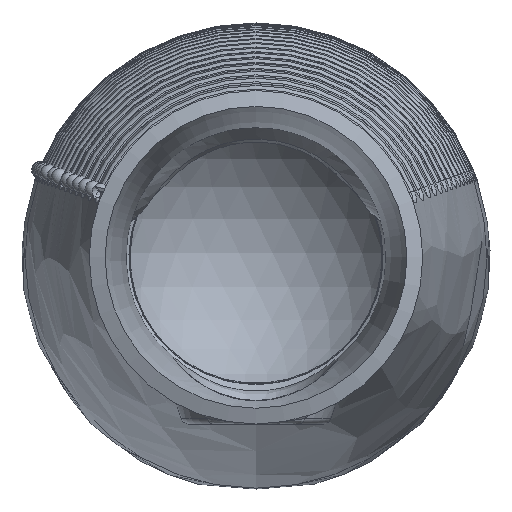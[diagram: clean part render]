
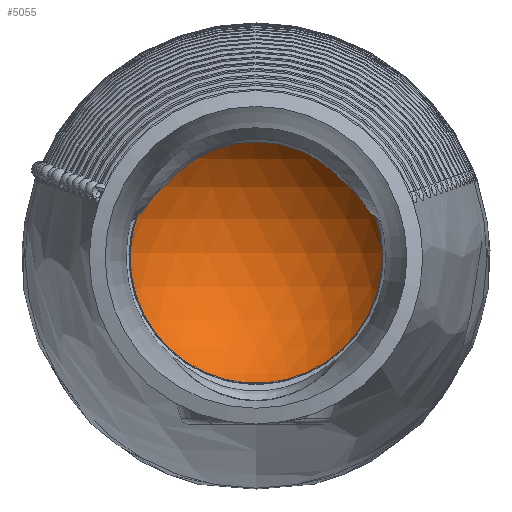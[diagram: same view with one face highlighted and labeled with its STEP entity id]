
A CAD part, front view. The second image highlights one B-rep face of the part: STEP entity #5055.
In plain terms, the highlighted spherical face has radius 36 mm.
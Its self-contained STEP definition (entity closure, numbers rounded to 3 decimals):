
#74=SPHERICAL_SURFACE('',#5588,36.);
#519=FACE_OUTER_BOUND('',#846,.T.);
#846=EDGE_LOOP('',(#3975,#3976,#3977));
#1160=B_SPLINE_CURVE_WITH_KNOTS('',3,(#10853,#10854,#10855,#10856,#10857,
#10858,#10859,#10860,#10861,#10862),.UNSPECIFIED.,.F.,.F.,(4,1,1,1,1,1,
1,4),(0.,0.007,0.01,0.013,
0.015,0.017,0.02,0.023),
 .UNSPECIFIED.);
#1161=B_SPLINE_CURVE_WITH_KNOTS('',3,(#10863,#10864,#10865,#10866,#10867,
#10868,#10869,#10870,#10871,#10872,#10873,#10874,#10875,#10876,#10877,#10878,
#10879,#10880,#10881,#10882,#10883,#10884,#10885,#10886,#10887,#10888,#10889,
#10890),.UNSPECIFIED.,.F.,.F.,(4,3,3,3,3,3,3,3,3,4),(-11.099,
-9.536,-7.974,-6.412,-4.849,
-3.287,-2.205,-1.664,-1.122,
-0.581),.UNSPECIFIED.);
#1550=CIRCLE('',#5587,32.486);
#2109=VERTEX_POINT('',#10818);
#2111=VERTEX_POINT('',#10827);
#2112=VERTEX_POINT('',#10852);
#2790=EDGE_CURVE('',#2109,#2111,#1550,.T.);
#2791=EDGE_CURVE('',#2112,#2111,#1160,.T.);
#2792=EDGE_CURVE('',#2109,#2112,#1161,.F.);
#3975=ORIENTED_EDGE('',*,*,#2790,.T.);
#3976=ORIENTED_EDGE('',*,*,#2791,.F.);
#3977=ORIENTED_EDGE('',*,*,#2792,.F.);
#5055=ADVANCED_FACE('',(#519),#74,.F.);
#5587=AXIS2_PLACEMENT_3D('',#10850,#6711,#6712);
#5588=AXIS2_PLACEMENT_3D('',#10851,#6713,#6714);
#6711=DIRECTION('center_axis',(0.,-1.,0.));
#6712=DIRECTION('ref_axis',(0.,0.,-1.));
#6713=DIRECTION('center_axis',(0.,0.,1.));
#6714=DIRECTION('ref_axis',(1.,0.,0.));
#10818=CARTESIAN_POINT('',(-31.416,325.512,8.27));
#10827=CARTESIAN_POINT('',(31.416,325.512,8.27));
#10850=CARTESIAN_POINT('Origin',(0.,325.512,0.));
#10851=CARTESIAN_POINT('Origin',(0.,310.,0.));
#10852=CARTESIAN_POINT('',(21.169,331.163,20.));
#10853=CARTESIAN_POINT('Ctrl Pts',(21.169,331.163,20.));
#10854=CARTESIAN_POINT('Ctrl Pts',(22.217,331.163,18.891));
#10855=CARTESIAN_POINT('Ctrl Pts',(23.845,330.973,17.097));
#10856=CARTESIAN_POINT('Ctrl Pts',(25.964,330.224,14.66));
#10857=CARTESIAN_POINT('Ctrl Pts',(27.237,329.545,13.166));
#10858=CARTESIAN_POINT('Ctrl Pts',(28.211,328.875,12.016));
#10859=CARTESIAN_POINT('Ctrl Pts',(29.149,328.127,10.907));
#10860=CARTESIAN_POINT('Ctrl Pts',(30.252,327.04,9.606));
#10861=CARTESIAN_POINT('Ctrl Pts',(31.031,326.059,8.706));
#10862=CARTESIAN_POINT('Ctrl Pts',(31.416,325.512,8.27));
#10863=CARTESIAN_POINT('Ctrl Pts',(21.169,331.163,20.));
#10864=CARTESIAN_POINT('Ctrl Pts',(18.999,331.163,22.297));
#10865=CARTESIAN_POINT('Ctrl Pts',(16.446,331.164,24.244));
#10866=CARTESIAN_POINT('Ctrl Pts',(13.644,331.164,25.731));
#10867=CARTESIAN_POINT('Ctrl Pts',(10.842,331.165,27.217));
#10868=CARTESIAN_POINT('Ctrl Pts',(7.792,331.165,28.242));
#10869=CARTESIAN_POINT('Ctrl Pts',(4.659,331.165,28.75));
#10870=CARTESIAN_POINT('Ctrl Pts',(1.527,331.165,29.258));
#10871=CARTESIAN_POINT('Ctrl Pts',(-1.688,331.165,29.249));
#10872=CARTESIAN_POINT('Ctrl Pts',(-4.809,331.166,28.726));
#10873=CARTESIAN_POINT('Ctrl Pts',(-7.931,331.166,28.203));
#10874=CARTESIAN_POINT('Ctrl Pts',(-10.959,331.167,27.168));
#10875=CARTESIAN_POINT('Ctrl Pts',(-13.733,331.167,25.684));
#10876=CARTESIAN_POINT('Ctrl Pts',(-16.507,331.167,24.2));
#10877=CARTESIAN_POINT('Ctrl Pts',(-19.027,331.166,22.269));
#10878=CARTESIAN_POINT('Ctrl Pts',(-21.168,331.169,20.004));
#10879=CARTESIAN_POINT('Ctrl Pts',(-22.65,331.172,18.435));
#10880=CARTESIAN_POINT('Ctrl Pts',(-24.198,330.908,16.698));
#10881=CARTESIAN_POINT('Ctrl Pts',(-25.663,330.31,15.003));
#10882=CARTESIAN_POINT('Ctrl Pts',(-26.396,330.011,14.155));
#10883=CARTESIAN_POINT('Ctrl Pts',(-27.109,329.628,13.317));
#10884=CARTESIAN_POINT('Ctrl Pts',(-27.79,329.164,12.513));
#10885=CARTESIAN_POINT('Ctrl Pts',(-28.472,328.699,11.709));
#10886=CARTESIAN_POINT('Ctrl Pts',(-29.122,328.153,10.938));
#10887=CARTESIAN_POINT('Ctrl Pts',(-29.725,327.546,10.229));
#10888=CARTESIAN_POINT('Ctrl Pts',(-30.327,326.939,9.521));
#10889=CARTESIAN_POINT('Ctrl Pts',(-30.882,326.272,8.876));
#10890=CARTESIAN_POINT('Ctrl Pts',(-31.416,325.512,8.27));
